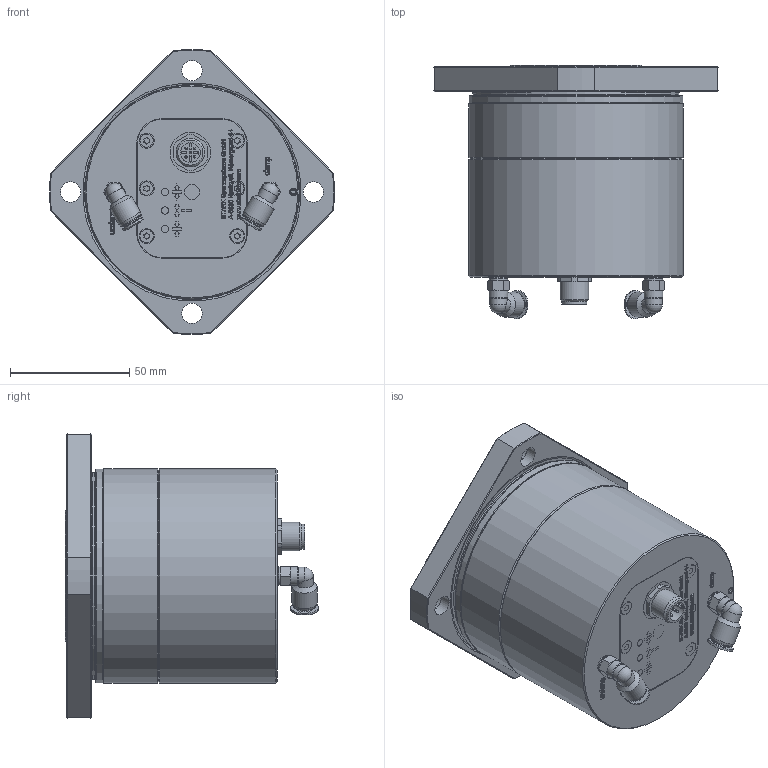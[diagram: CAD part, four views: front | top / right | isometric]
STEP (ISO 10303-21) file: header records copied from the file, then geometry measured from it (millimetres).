
FILE_DESCRIPTION (( 'STEP AP214' ), '1' );
FILE_NAME ('STARK_9000 003_A.STEP', '2018-12-04T08:31:07', ( '' ), ( '' ), 'SwSTEP 2.0', 'SolidWorks 2017', '' );
FILE_SCHEMA (( 'AUTOMOTIVE_DESIGN' ));
Length unit declared in the file: millimetre
Products named in the file (2): STARK_9000 003_A; STARK_9000 003_A.sldasm-Part-1
Assembly tree (1 placements, depth 2):
  STARK_9000 003_A
    STARK_9000 003_A.sldasm-Part-1
Bounding box: 119.38 x 106.1 x 119.38 mm (x, y, z)
Volume: 565311 mm3; surface area: 56833.3 mm2
Topology: 1 solids, 20 shells, 3118 faces, 8233 edges, 5466 vertices
Faces by surface type: plane 1681, bspline 1064, cylinder 204, cone 131, sphere 20, torus 18
Full cylindrical faces by diameter (mm): 1 x5, 2.1 x4, 3 x3, 5 x2, 5.2 x16, 5.6 x6, 6 x3, 6.5 x1, 7 x2, 7.6 x4, 7.875 x2, 8.3 x1, 8.5 x4, 9.696 x2, 10.5 x3, 12 x2, 12.05 x1, 15 x4, 17 x1, 19.134 x1, 21.6 x1, 24 x1, 27.5 x1, 28.3 x1, 29.5 x1, 32.6 x1, 33.1 x1, 86.8 x1, 88.766 x1, 89.8 x2
Entity records: 167322 total; most frequent: CARTESIAN_POINT 78473, ORIENTED_EDGE 16034, DIRECTION 10222, EDGE_CURVE 8017, VERTEX_POINT 5408, VECTOR 5124, LINE 5124, EDGE_LOOP 3615
